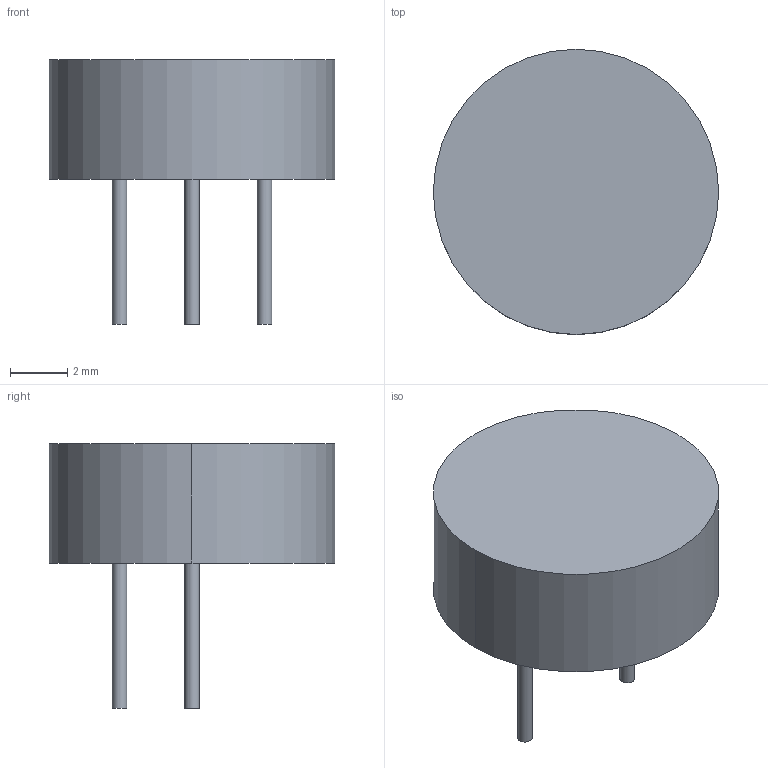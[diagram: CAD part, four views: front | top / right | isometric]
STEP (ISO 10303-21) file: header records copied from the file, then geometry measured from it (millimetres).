
FILE_DESCRIPTION(('FreeCAD Model'),'2;1');
FILE_NAME('2052725.1.3.stp','2020-06-05T11:17:43',( 'Author'),(''),'Open CASCADE STEP processor 6.9','FreeCAD','Unknown' );
FILE_SCHEMA(('AUTOMOTIVE_DESIGN { 1 0 10303 214 1 1 1 1 }'));
Length unit declared in the file: millimetre
Products named in the file (3): ASSEMBLY; Body; Leads
Assembly tree (4 placements, depth 2):
  ASSEMBLY
    Body
    Leads  x3
Bounding box: 10.01 x 10.01 x 9.29 mm (x, y, z)
Volume: 339 mm3; surface area: 366 mm2
Topology: 10 solids, 11 shells, 32 faces, 33 edges, 22 vertices
Faces by surface type: plane 21, cylinder 11
Full cylindrical faces by diameter (mm): 0.508 x9
Entity records: 600 total; most frequent: DIRECTION 99, CARTESIAN_POINT 80, ORIENTED_EDGE 36, PCURVE 34, DEFINITIONAL_REPRESENTATION 34, LINE 31, VECTOR 31, AXIS2_PLACEMENT_3D 29
